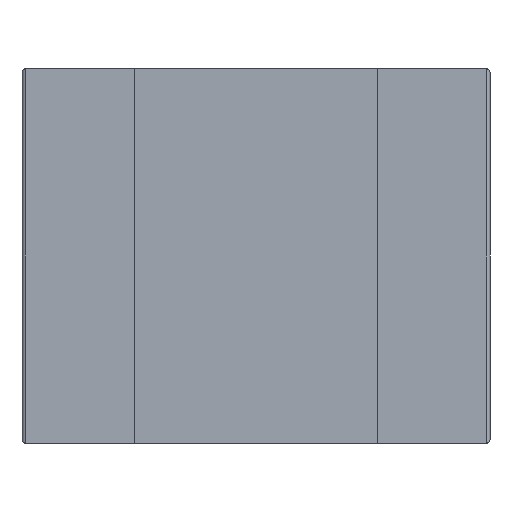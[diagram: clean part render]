
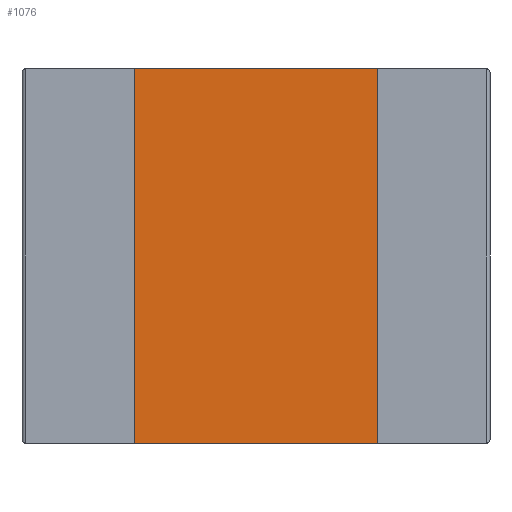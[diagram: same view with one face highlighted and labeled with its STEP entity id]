
A CAD part, front view. The second image highlights one B-rep face of the part: STEP entity #1076.
In plain terms, the highlighted planar face has unit normal (0, -1, 0).
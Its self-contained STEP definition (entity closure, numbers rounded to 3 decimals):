
#77 = EDGE_LOOP ( 'NONE', ( #1526, #1381, #564, #1775 ) ) ;
#173 = VERTEX_POINT ( 'NONE', #209 ) ;
#205 = LINE ( 'NONE', #889, #631 ) ;
#209 = CARTESIAN_POINT ( 'NONE',  ( 0.65, 0., -1. ) ) ;
#216 = DIRECTION ( 'NONE',  ( 1., 0., 0. ) ) ;
#225 = EDGE_CURVE ( 'NONE', #1001, #650, #810, .T. ) ;
#371 = VECTOR ( 'NONE', #1385, 1000. ) ;
#396 = VERTEX_POINT ( 'NONE', #877 ) ;
#397 = DIRECTION ( 'NONE',  ( 0., 0., 1. ) ) ;
#405 = PLANE ( 'NONE',  #1794 ) ;
#528 = EDGE_CURVE ( 'NONE', #396, #173, #1019, .T. ) ;
#564 = ORIENTED_EDGE ( 'NONE', *, *, #225, .F. ) ;
#631 = VECTOR ( 'NONE', #1326, 1000. ) ;
#642 = EDGE_CURVE ( 'NONE', #650, #396, #1375, .T. ) ;
#650 = VERTEX_POINT ( 'NONE', #1145 ) ;
#695 = DIRECTION ( 'NONE',  ( -1., 0., 0. ) ) ;
#766 = VECTOR ( 'NONE', #397, 1000. ) ;
#810 = LINE ( 'NONE', #1313, #766 ) ;
#828 = CARTESIAN_POINT ( 'NONE',  ( 1.25, 0., 1. ) ) ;
#877 = CARTESIAN_POINT ( 'NONE',  ( 0.65, 0., 1. ) ) ;
#889 = CARTESIAN_POINT ( 'NONE',  ( 1.25, 0., -1. ) ) ;
#972 = VECTOR ( 'NONE', #216, 1000. ) ;
#995 = CARTESIAN_POINT ( 'NONE',  ( 1.25, 0., 1. ) ) ;
#1001 = VERTEX_POINT ( 'NONE', #1102 ) ;
#1019 = LINE ( 'NONE', #1367, #371 ) ;
#1076 = ADVANCED_FACE ( 'NONE', ( #1441 ), #405, .F. ) ;
#1102 = CARTESIAN_POINT ( 'NONE',  ( -0.65, 0., -1. ) ) ;
#1145 = CARTESIAN_POINT ( 'NONE',  ( -0.65, 0., 1. ) ) ;
#1313 = CARTESIAN_POINT ( 'NONE',  ( -0.65, 0., 1. ) ) ;
#1326 = DIRECTION ( 'NONE',  ( 1., 0., 0. ) ) ;
#1367 = CARTESIAN_POINT ( 'NONE',  ( 0.65, 0., 1. ) ) ;
#1375 = LINE ( 'NONE', #828, #972 ) ;
#1381 = ORIENTED_EDGE ( 'NONE', *, *, #642, .F. ) ;
#1385 = DIRECTION ( 'NONE',  ( 0., 0., -1. ) ) ;
#1441 = FACE_OUTER_BOUND ( 'NONE', #77, .T. ) ;
#1455 = DIRECTION ( 'NONE',  ( 0., 1., 0. ) ) ;
#1526 = ORIENTED_EDGE ( 'NONE', *, *, #528, .F. ) ;
#1775 = ORIENTED_EDGE ( 'NONE', *, *, #1935, .T. ) ;
#1794 = AXIS2_PLACEMENT_3D ( 'NONE', #995, #1455, #695 ) ;
#1935 = EDGE_CURVE ( 'NONE', #1001, #173, #205, .T. ) ;
